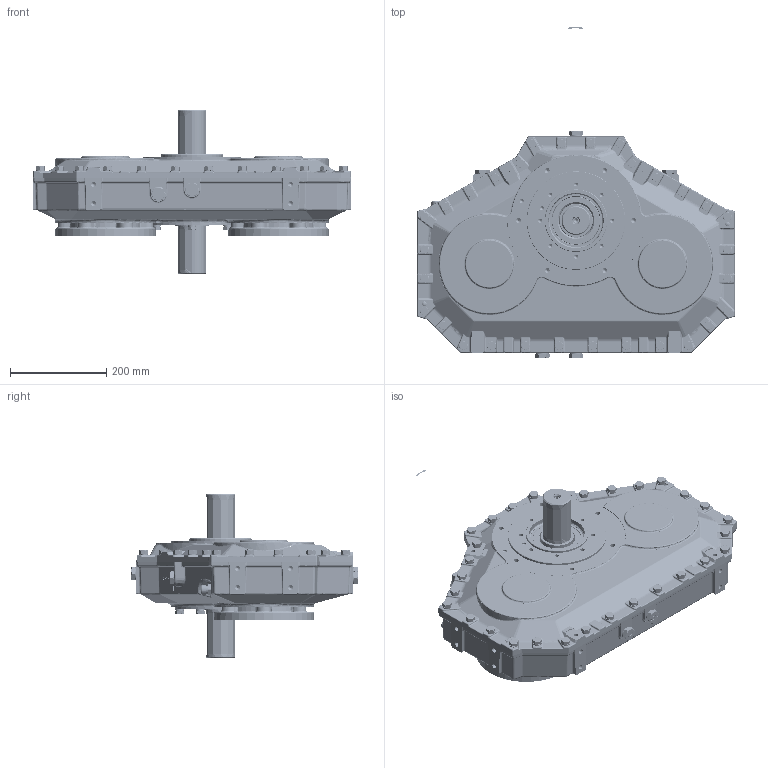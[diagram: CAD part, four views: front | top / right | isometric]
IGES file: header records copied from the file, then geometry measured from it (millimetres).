
Start section: SolidWorks IGES file using analytic representation for surfaces
Global section: file name: 1029017AH.igs; native system: SolidWorks 2017; preprocessor: SolidWorks 2017; author: smtservice; date: 191017.083948; units: millimetre
Bounding box: 660 x 690.04 x 342 mm (x, y, z)
Surface area: 2448453 mm2 (no closed solid volume)
Topology: 0 solids, 0 shells, 7379 faces, 99715 edges, 99586 vertices
Faces by surface type: bspline 4370, revolution 3009
